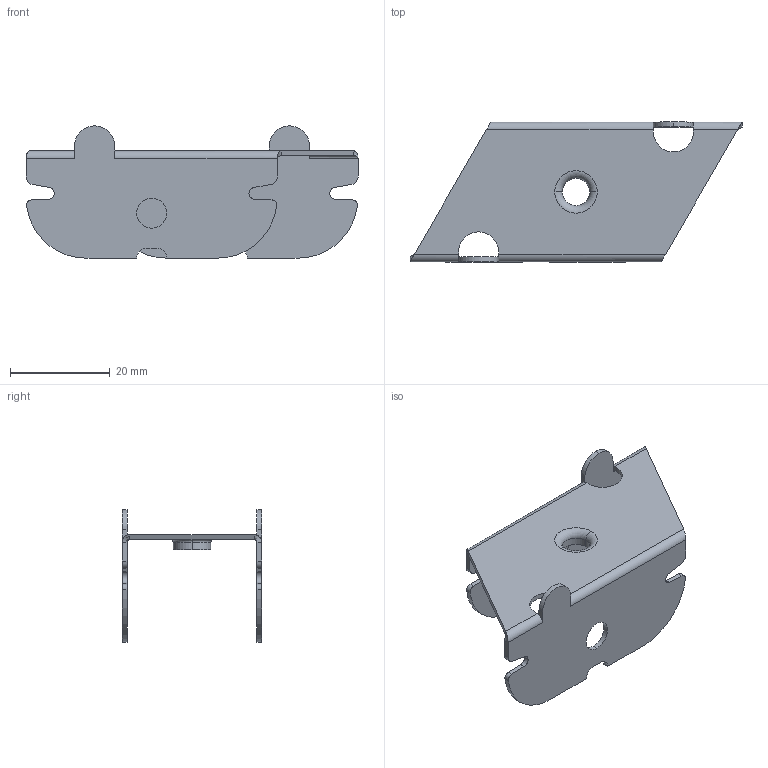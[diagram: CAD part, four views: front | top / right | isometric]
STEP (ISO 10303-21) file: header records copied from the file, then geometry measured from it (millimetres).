
FILE_DESCRIPTION (( 'STEP AP214' ), '1' );
FILE_NAME ('cavalier pivot.STEP', '2022-01-07T12:19:51', ( '' ), ( '' ), 'SwSTEP 2.0', 'SolidWorks 2016', '' );
FILE_SCHEMA (( 'AUTOMOTIVE_DESIGN' ));
Length unit declared in the file: millimetre
Products named in the file (1): cavalier pivot
Bounding box: 66.5 x 28 x 26.5 mm (x, y, z)
Volume: 3181.5 mm3; surface area: 6743.1 mm2
Topology: 1 solids, 1 shells, 84 faces, 231 edges, 146 vertices
Faces by surface type: cylinder 41, plane 35, torus 4, bspline 4
Entity records: 2815 total; most frequent: CARTESIAN_POINT 594, DIRECTION 471, ORIENTED_EDGE 462, EDGE_CURVE 231, AXIS2_PLACEMENT_3D 167, VERTEX_POINT 146, VECTOR 137, LINE 137
